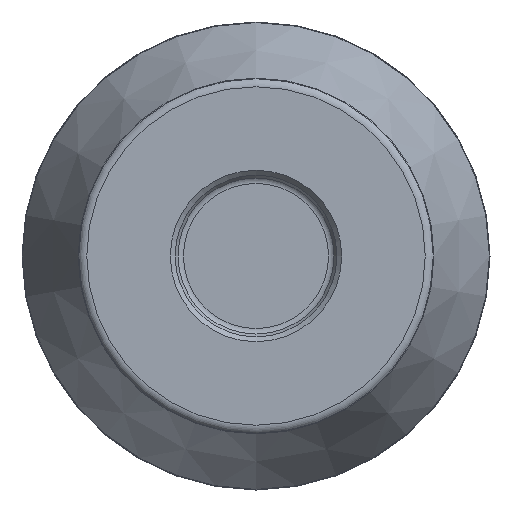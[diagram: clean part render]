
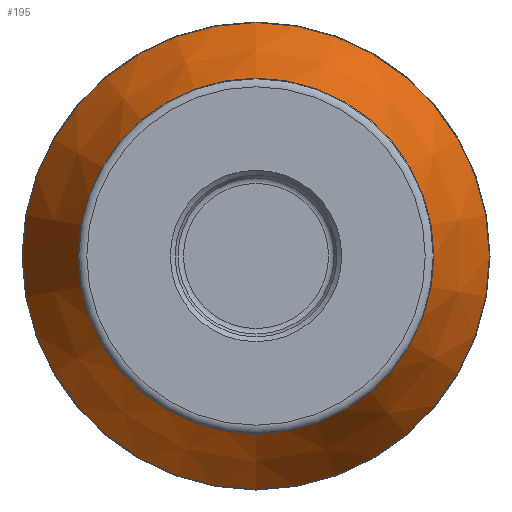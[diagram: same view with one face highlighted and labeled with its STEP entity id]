
A CAD part, left-side view. The second image highlights one B-rep face of the part: STEP entity #195.
In plain terms, the highlighted conical face has half-angle 25 degrees and reference radius 18.245 mm.
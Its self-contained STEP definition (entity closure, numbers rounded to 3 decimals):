
#102=CONICAL_SURFACE('',#824,18.245,25.);
#195=ADVANCED_FACE('',(#287,#288),#102,.T.);
#287=FACE_BOUND('',#374,.T.);
#288=FACE_BOUND('',#375,.T.);
#374=EDGE_LOOP('',(#542));
#375=EDGE_LOOP('',(#543));
#542=ORIENTED_EDGE('',*,*,#709,.T.);
#543=ORIENTED_EDGE('',*,*,#710,.F.);
#625=VERTEX_POINT('',#1956);
#626=VERTEX_POINT('',#1959);
#709=EDGE_CURVE('',#625,#625,#738,.T.);
#710=EDGE_CURVE('',#626,#626,#739,.T.);
#738=CIRCLE('',#821,23.934);
#739=CIRCLE('',#823,18.245);
#821=AXIS2_PLACEMENT_3D('',#1955,#995,#996);
#823=AXIS2_PLACEMENT_3D('',#1958,#999,#1000);
#824=AXIS2_PLACEMENT_3D('',#1960,#1001,#1002);
#995=DIRECTION('',(-1.,0.,0.));
#996=DIRECTION('',(0.,0.,-1.));
#999=DIRECTION('',(-1.,0.,0.));
#1000=DIRECTION('',(0.,0.,-1.));
#1001=DIRECTION('',(1.,0.,0.));
#1002=DIRECTION('',(0.,0.,-1.));
#1955=CARTESIAN_POINT('',(12.726,0.,0.));
#1956=CARTESIAN_POINT('',(12.726,0.,-23.934));
#1958=CARTESIAN_POINT('',(0.526,0.,0.));
#1959=CARTESIAN_POINT('',(0.526,0.,-18.245));
#1960=CARTESIAN_POINT('',(0.526,0.,0.));
